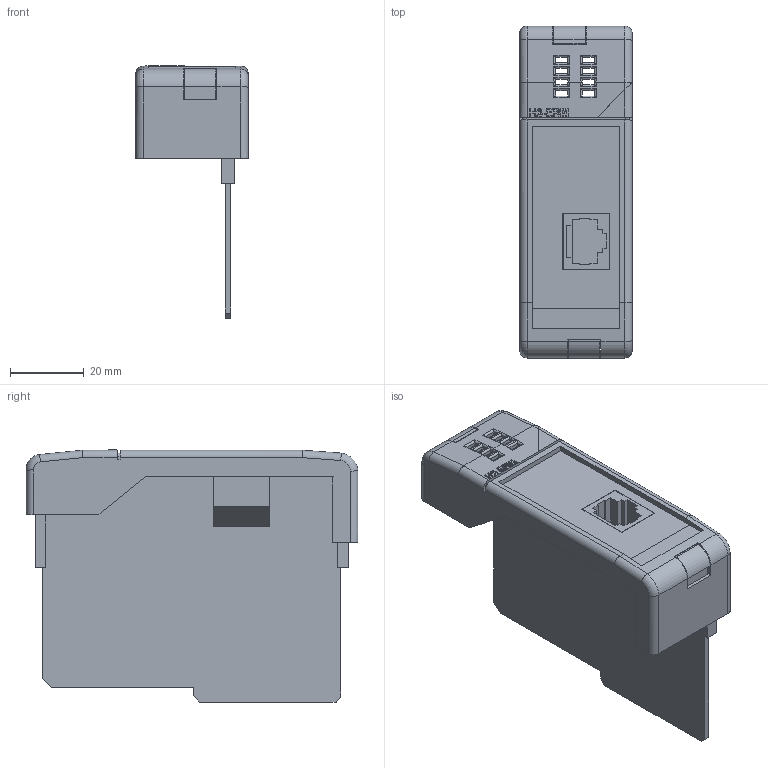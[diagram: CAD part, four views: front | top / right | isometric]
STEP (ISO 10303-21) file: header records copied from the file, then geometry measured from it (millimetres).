
FILE_DESCRIPTION (( 'STEP AP214' ), '1' );
FILE_NAME ('H2-ERM_ModuleCase_NEW.STEP', '2011-02-03T15:28:19', ( ' ' ), ( ' ' ), 'SwSTEP 2.0', 'SolidWorks 2009', '' );
FILE_SCHEMA (( 'AUTOMOTIVE_DESIGN' ));
Length unit declared in the file: millimetre
Products named in the file (1): H2-ERM_ModuleCase_NEW
Bounding box: 30.55 x 90 x 68.38 mm (x, y, z)
Volume: 18926.5 mm3; surface area: 28847.5 mm2
Topology: 2 solids, 2 shells, 376 faces, 1076 edges, 702 vertices
Faces by surface type: plane 265, cylinder 85, bspline 16, torus 10
Entity records: 17221 total; most frequent: CARTESIAN_POINT 3442, ORIENTED_EDGE 2152, DIRECTION 1773, EDGE_CURVE 1076, VECTOR 875, LINE 875, VERTEX_POINT 702, AXIS2_PLACEMENT_3D 449
